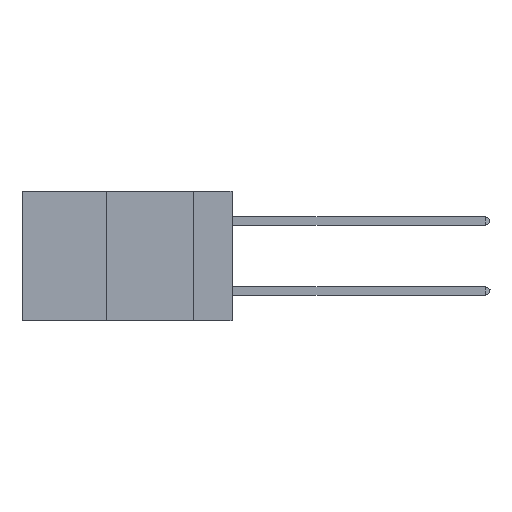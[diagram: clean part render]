
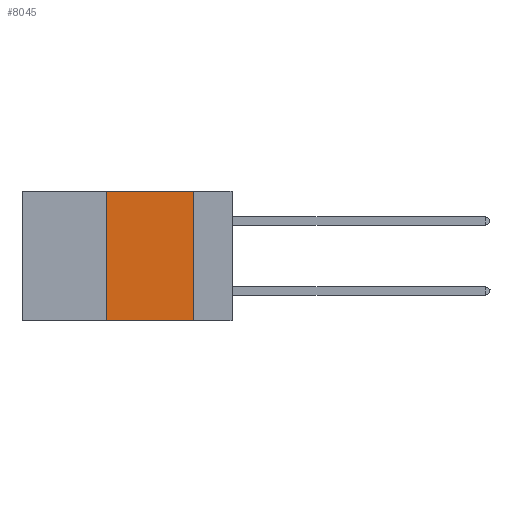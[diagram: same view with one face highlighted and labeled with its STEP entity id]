
A CAD part, left-side view. The second image highlights one B-rep face of the part: STEP entity #8045.
In plain terms, the highlighted planar face has unit normal (-1, 0, 0).
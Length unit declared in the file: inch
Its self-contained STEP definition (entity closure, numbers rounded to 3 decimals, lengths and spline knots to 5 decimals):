
#163 = VECTOR ( 'NONE', #14480, 39.37008 ) ;
#916 = DIRECTION ( 'NONE',  ( 0., -1., 0. ) ) ;
#1318 = VECTOR ( 'NONE', #9193, 39.37008 ) ;
#1480 = CARTESIAN_POINT ( 'NONE',  ( 0., 0.36, -0.37 ) ) ;
#1510 = CARTESIAN_POINT ( 'NONE',  ( 0., 0.11, 0. ) ) ;
#1538 = ORIENTED_EDGE ( 'NONE', *, *, #12289, .F. ) ;
#2968 = VECTOR ( 'NONE', #916, 39.37008 ) ;
#3422 = CARTESIAN_POINT ( 'NONE',  ( 0., 0.11, 0. ) ) ;
#3567 = CARTESIAN_POINT ( 'NONE',  ( 0., 0.36, 0. ) ) ;
#3841 = CARTESIAN_POINT ( 'NONE',  ( 0., 0.6, 0. ) ) ;
#4033 = PLANE ( 'NONE',  #13423 ) ;
#4324 = EDGE_LOOP ( 'NONE', ( #11282, #1538, #13461, #9904 ) ) ;
#6722 = VERTEX_POINT ( 'NONE', #15275 ) ;
#7026 = VERTEX_POINT ( 'NONE', #1480 ) ;
#8045 = ADVANCED_FACE ( 'NONE', ( #13037 ), #4033, .F. ) ;
#9193 = DIRECTION ( 'NONE',  ( 0., 0., 1. ) ) ;
#9664 = DIRECTION ( 'NONE',  ( 1., 0., 0. ) ) ;
#9904 = ORIENTED_EDGE ( 'NONE', *, *, #10266, .T. ) ;
#9981 = VERTEX_POINT ( 'NONE', #3422 ) ;
#10266 = EDGE_CURVE ( 'NONE', #7026, #6722, #16895, .T. ) ;
#10815 = CARTESIAN_POINT ( 'NONE',  ( 0., 0.36, 0. ) ) ;
#11282 = ORIENTED_EDGE ( 'NONE', *, *, #12026, .F. ) ;
#12026 = EDGE_CURVE ( 'NONE', #9981, #6722, #12882, .T. ) ;
#12149 = VERTEX_POINT ( 'NONE', #3567 ) ;
#12222 = CARTESIAN_POINT ( 'NONE',  ( 0., 0.6, 0. ) ) ;
#12251 = DIRECTION ( 'NONE',  ( 0., 0., -1. ) ) ;
#12265 = CARTESIAN_POINT ( 'NONE',  ( 0., 0.6, -0.37 ) ) ;
#12289 = EDGE_CURVE ( 'NONE', #12149, #9981, #15632, .T. ) ;
#12882 = LINE ( 'NONE', #1510, #163 ) ;
#13037 = FACE_OUTER_BOUND ( 'NONE', #4324, .T. ) ;
#13423 = AXIS2_PLACEMENT_3D ( 'NONE', #3841, #9664, #12251 ) ;
#13461 = ORIENTED_EDGE ( 'NONE', *, *, #14882, .F. ) ;
#13680 = DIRECTION ( 'NONE',  ( 0., -1., 0. ) ) ;
#14480 = DIRECTION ( 'NONE',  ( 0., 0., -1. ) ) ;
#14882 = EDGE_CURVE ( 'NONE', #7026, #12149, #16170, .T. ) ;
#15275 = CARTESIAN_POINT ( 'NONE',  ( 0., 0.11, -0.37 ) ) ;
#15632 = LINE ( 'NONE', #12222, #15863 ) ;
#15863 = VECTOR ( 'NONE', #13680, 39.37008 ) ;
#16170 = LINE ( 'NONE', #10815, #1318 ) ;
#16895 = LINE ( 'NONE', #12265, #2968 ) ;
